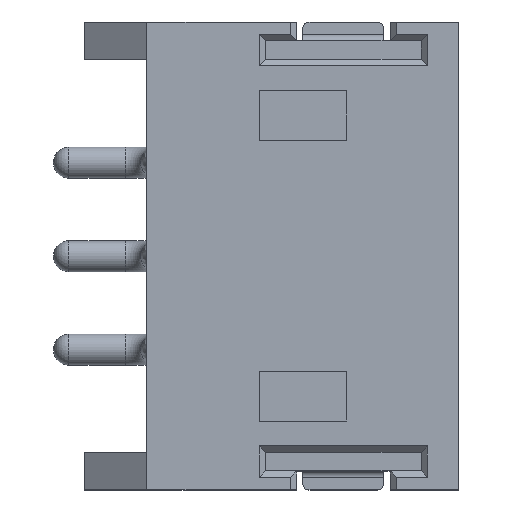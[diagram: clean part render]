
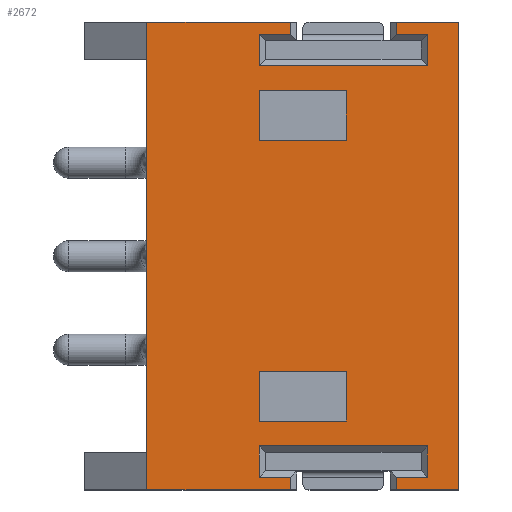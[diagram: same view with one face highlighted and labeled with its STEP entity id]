
A CAD part, top view. The second image highlights one B-rep face of the part: STEP entity #2672.
In plain terms, the highlighted planar face has unit normal (0, 0, 1).
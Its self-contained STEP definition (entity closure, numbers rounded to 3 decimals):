
#14=FACE_BOUND('',#336,.T.);
#15=FACE_BOUND('',#337,.T.);
#43=PLANE('',#2879);
#192=FACE_OUTER_BOUND('',#335,.T.);
#335=EDGE_LOOP('',(#2006,#2007,#2008,#2009,#2010,#2011,#2012,#2013,#2014,
#2015,#2016,#2017,#2018,#2019,#2020,#2021,#2022,#2023,#2024,#2025));
#336=EDGE_LOOP('',(#2026,#2027,#2028,#2029));
#337=EDGE_LOOP('',(#2030,#2031,#2032,#2033));
#494=LINE('',#4005,#820);
#496=LINE('',#4010,#822);
#502=LINE('',#4021,#828);
#503=LINE('',#4023,#829);
#505=LINE('',#4027,#831);
#508=LINE('',#4033,#834);
#513=LINE('',#4042,#839);
#518=LINE('',#4052,#844);
#520=LINE('',#4056,#846);
#521=LINE('',#4058,#847);
#522=LINE('',#4060,#848);
#523=LINE('',#4062,#849);
#524=LINE('',#4064,#850);
#525=LINE('',#4066,#851);
#526=LINE('',#4068,#852);
#527=LINE('',#4070,#853);
#528=LINE('',#4072,#854);
#529=LINE('',#4074,#855);
#530=LINE('',#4076,#856);
#531=LINE('',#4077,#857);
#532=LINE('',#4080,#858);
#533=LINE('',#4082,#859);
#534=LINE('',#4084,#860);
#535=LINE('',#4085,#861);
#536=LINE('',#4088,#862);
#537=LINE('',#4090,#863);
#538=LINE('',#4092,#864);
#539=LINE('',#4093,#865);
#820=VECTOR('',#3209,10.);
#822=VECTOR('',#3213,10.);
#828=VECTOR('',#3221,10.);
#829=VECTOR('',#3224,10.);
#831=VECTOR('',#3228,10.);
#834=VECTOR('',#3233,10.);
#839=VECTOR('',#3240,10.);
#844=VECTOR('',#3251,10.);
#846=VECTOR('',#3255,10.);
#847=VECTOR('',#3256,10.);
#848=VECTOR('',#3257,10.);
#849=VECTOR('',#3258,10.);
#850=VECTOR('',#3259,10.);
#851=VECTOR('',#3260,10.);
#852=VECTOR('',#3261,10.);
#853=VECTOR('',#3262,10.);
#854=VECTOR('',#3263,10.);
#855=VECTOR('',#3264,10.);
#856=VECTOR('',#3265,10.);
#857=VECTOR('',#3266,10.);
#858=VECTOR('',#3267,10.);
#859=VECTOR('',#3268,10.);
#860=VECTOR('',#3269,10.);
#861=VECTOR('',#3270,10.);
#862=VECTOR('',#3271,10.);
#863=VECTOR('',#3272,10.);
#864=VECTOR('',#3273,10.);
#865=VECTOR('',#3274,10.);
#1221=VERTEX_POINT('',#4002);
#1222=VERTEX_POINT('',#4004);
#1223=VERTEX_POINT('',#4008);
#1224=VERTEX_POINT('',#4009);
#1228=VERTEX_POINT('',#4019);
#1229=VERTEX_POINT('',#4026);
#1231=VERTEX_POINT('',#4032);
#1234=VERTEX_POINT('',#4040);
#1236=VERTEX_POINT('',#4051);
#1237=VERTEX_POINT('',#4055);
#1238=VERTEX_POINT('',#4057);
#1239=VERTEX_POINT('',#4059);
#1240=VERTEX_POINT('',#4061);
#1241=VERTEX_POINT('',#4063);
#1242=VERTEX_POINT('',#4065);
#1243=VERTEX_POINT('',#4067);
#1244=VERTEX_POINT('',#4069);
#1245=VERTEX_POINT('',#4071);
#1246=VERTEX_POINT('',#4073);
#1247=VERTEX_POINT('',#4075);
#1248=VERTEX_POINT('',#4078);
#1249=VERTEX_POINT('',#4079);
#1250=VERTEX_POINT('',#4081);
#1251=VERTEX_POINT('',#4083);
#1252=VERTEX_POINT('',#4086);
#1253=VERTEX_POINT('',#4087);
#1254=VERTEX_POINT('',#4089);
#1255=VERTEX_POINT('',#4091);
#1501=EDGE_CURVE('',#1221,#1222,#494,.T.);
#1503=EDGE_CURVE('',#1223,#1224,#496,.T.);
#1509=EDGE_CURVE('',#1228,#1221,#502,.T.);
#1510=EDGE_CURVE('',#1224,#1228,#503,.T.);
#1512=EDGE_CURVE('',#1229,#1223,#505,.T.);
#1515=EDGE_CURVE('',#1222,#1231,#508,.T.);
#1520=EDGE_CURVE('',#1234,#1229,#513,.T.);
#1525=EDGE_CURVE('',#1231,#1236,#518,.T.);
#1527=EDGE_CURVE('',#1237,#1234,#520,.T.);
#1528=EDGE_CURVE('',#1237,#1238,#521,.T.);
#1529=EDGE_CURVE('',#1238,#1239,#522,.T.);
#1530=EDGE_CURVE('',#1240,#1239,#523,.T.);
#1531=EDGE_CURVE('',#1241,#1240,#524,.T.);
#1532=EDGE_CURVE('',#1242,#1241,#525,.T.);
#1533=EDGE_CURVE('',#1243,#1242,#526,.T.);
#1534=EDGE_CURVE('',#1244,#1243,#527,.T.);
#1535=EDGE_CURVE('',#1245,#1244,#528,.T.);
#1536=EDGE_CURVE('',#1246,#1245,#529,.T.);
#1537=EDGE_CURVE('',#1246,#1247,#530,.T.);
#1538=EDGE_CURVE('',#1236,#1247,#531,.T.);
#1539=EDGE_CURVE('',#1248,#1249,#532,.T.);
#1540=EDGE_CURVE('',#1249,#1250,#533,.T.);
#1541=EDGE_CURVE('',#1250,#1251,#534,.T.);
#1542=EDGE_CURVE('',#1251,#1248,#535,.T.);
#1543=EDGE_CURVE('',#1252,#1253,#536,.T.);
#1544=EDGE_CURVE('',#1253,#1254,#537,.T.);
#1545=EDGE_CURVE('',#1254,#1255,#538,.T.);
#1546=EDGE_CURVE('',#1255,#1252,#539,.T.);
#2006=ORIENTED_EDGE('',*,*,#1515,.F.);
#2007=ORIENTED_EDGE('',*,*,#1501,.F.);
#2008=ORIENTED_EDGE('',*,*,#1509,.F.);
#2009=ORIENTED_EDGE('',*,*,#1510,.F.);
#2010=ORIENTED_EDGE('',*,*,#1503,.F.);
#2011=ORIENTED_EDGE('',*,*,#1512,.F.);
#2012=ORIENTED_EDGE('',*,*,#1520,.F.);
#2013=ORIENTED_EDGE('',*,*,#1527,.F.);
#2014=ORIENTED_EDGE('',*,*,#1528,.T.);
#2015=ORIENTED_EDGE('',*,*,#1529,.T.);
#2016=ORIENTED_EDGE('',*,*,#1530,.F.);
#2017=ORIENTED_EDGE('',*,*,#1531,.F.);
#2018=ORIENTED_EDGE('',*,*,#1532,.F.);
#2019=ORIENTED_EDGE('',*,*,#1533,.F.);
#2020=ORIENTED_EDGE('',*,*,#1534,.F.);
#2021=ORIENTED_EDGE('',*,*,#1535,.F.);
#2022=ORIENTED_EDGE('',*,*,#1536,.F.);
#2023=ORIENTED_EDGE('',*,*,#1537,.T.);
#2024=ORIENTED_EDGE('',*,*,#1538,.F.);
#2025=ORIENTED_EDGE('',*,*,#1525,.F.);
#2026=ORIENTED_EDGE('',*,*,#1539,.T.);
#2027=ORIENTED_EDGE('',*,*,#1540,.T.);
#2028=ORIENTED_EDGE('',*,*,#1541,.T.);
#2029=ORIENTED_EDGE('',*,*,#1542,.T.);
#2030=ORIENTED_EDGE('',*,*,#1543,.T.);
#2031=ORIENTED_EDGE('',*,*,#1544,.T.);
#2032=ORIENTED_EDGE('',*,*,#1545,.T.);
#2033=ORIENTED_EDGE('',*,*,#1546,.T.);
#2672=ADVANCED_FACE('',(#192,#14,#15),#43,.T.);
#2879=AXIS2_PLACEMENT_3D('',#4054,#3253,#3254);
#3209=DIRECTION('',(-1.,0.,0.));
#3213=DIRECTION('',(0.,-1.,0.));
#3221=DIRECTION('',(0.,1.,0.));
#3224=DIRECTION('',(1.,0.,0.));
#3228=DIRECTION('',(-1.,0.,0.));
#3233=DIRECTION('',(0.,1.,0.));
#3240=DIRECTION('',(0.,-1.,0.));
#3251=DIRECTION('',(1.,0.,0.));
#3253=DIRECTION('center_axis',(0.,0.,
1.));
#3254=DIRECTION('ref_axis',(0.,-1.,0.));
#3255=DIRECTION('',(1.,0.,0.));
#3256=DIRECTION('',(0.,-1.,0.));
#3257=DIRECTION('',(1.,0.,0.));
#3258=DIRECTION('',(0.,-1.,0.));
#3259=DIRECTION('',(1.,0.,0.));
#3260=DIRECTION('',(0.,-1.,0.));
#3261=DIRECTION('',(-1.,0.,0.));
#3262=DIRECTION('',(0.,1.,0.));
#3263=DIRECTION('',(1.,0.,0.));
#3264=DIRECTION('',(0.,1.,0.));
#3265=DIRECTION('',(1.,0.,0.));
#3266=DIRECTION('',(0.,-1.,0.));
#3267=DIRECTION('',(1.,0.,0.));
#3268=DIRECTION('',(0.,-1.,0.));
#3269=DIRECTION('',(-1.,0.,0.));
#3270=DIRECTION('',(0.,1.,0.));
#3271=DIRECTION('',(-1.,0.,0.));
#3272=DIRECTION('',(0.,1.,0.));
#3273=DIRECTION('',(1.,0.,0.));
#3274=DIRECTION('',(0.,-1.,0.));
#4002=CARTESIAN_POINT('',(5.25,5.05,3.7));
#4004=CARTESIAN_POINT('',(4.75,5.05,3.7));
#4005=CARTESIAN_POINT('',(2.95,5.05,3.7));
#4008=CARTESIAN_POINT('',(2.55,5.05,3.7));
#4009=CARTESIAN_POINT('',(2.55,4.55,3.7));
#4010=CARTESIAN_POINT('',(2.55,5.1,3.7));
#4019=CARTESIAN_POINT('',(5.25,4.55,3.7));
#4021=CARTESIAN_POINT('',(5.25,4.95,3.7));
#4023=CARTESIAN_POINT('',(1.7,4.55,3.7));
#4026=CARTESIAN_POINT('',(3.05,5.05,3.7));
#4027=CARTESIAN_POINT('',(2.95,5.05,3.7));
#4032=CARTESIAN_POINT('',(4.75,5.25,3.7));
#4033=CARTESIAN_POINT('',(4.75,5.25,3.7));
#4040=CARTESIAN_POINT('',(3.05,5.25,3.7));
#4042=CARTESIAN_POINT('',(3.05,5.25,3.7));
#4051=CARTESIAN_POINT('',(5.75,5.25,3.7));
#4052=CARTESIAN_POINT('',(0.75,5.25,3.7));
#4054=CARTESIAN_POINT('Origin',(0.75,5.25,3.7));
#4055=CARTESIAN_POINT('',(0.75,5.25,3.7));
#4056=CARTESIAN_POINT('',(0.75,5.25,3.7));
#4057=CARTESIAN_POINT('',(0.75,-2.25,3.7));
#4058=CARTESIAN_POINT('',(0.75,5.25,3.7));
#4059=CARTESIAN_POINT('',(3.05,-2.25,3.7));
#4060=CARTESIAN_POINT('',(0.75,-2.25,3.7));
#4061=CARTESIAN_POINT('',(3.05,-2.05,3.7));
#4062=CARTESIAN_POINT('',(3.05,1.5,3.7));
#4063=CARTESIAN_POINT('',(2.55,-2.05,3.7));
#4064=CARTESIAN_POINT('',(2.95,-2.05,3.7));
#4065=CARTESIAN_POINT('',(2.55,-1.55,3.7));
#4066=CARTESIAN_POINT('',(2.55,1.65,3.7));
#4067=CARTESIAN_POINT('',(5.25,-1.55,3.7));
#4068=CARTESIAN_POINT('',(1.7,-1.55,3.7));
#4069=CARTESIAN_POINT('',(5.25,-2.05,3.7));
#4070=CARTESIAN_POINT('',(5.25,1.8,3.7));
#4071=CARTESIAN_POINT('',(4.75,-2.05,3.7));
#4072=CARTESIAN_POINT('',(2.95,-2.05,3.7));
#4073=CARTESIAN_POINT('',(4.75,-2.25,3.7));
#4074=CARTESIAN_POINT('',(4.75,1.5,3.7));
#4075=CARTESIAN_POINT('',(5.75,-2.25,3.7));
#4076=CARTESIAN_POINT('',(0.75,-2.25,3.7));
#4077=CARTESIAN_POINT('',(5.75,5.25,3.7));
#4078=CARTESIAN_POINT('',(2.55,4.15,3.7));
#4079=CARTESIAN_POINT('',(3.95,4.15,3.7));
#4080=CARTESIAN_POINT('',(2.35,4.15,3.7));
#4081=CARTESIAN_POINT('',(3.95,3.35,3.7));
#4082=CARTESIAN_POINT('',(3.95,4.3,3.7));
#4083=CARTESIAN_POINT('',(2.55,3.35,3.7));
#4084=CARTESIAN_POINT('',(1.65,3.35,3.7));
#4085=CARTESIAN_POINT('',(2.55,4.7,3.7));
#4086=CARTESIAN_POINT('',(3.95,-1.15,3.7));
#4087=CARTESIAN_POINT('',(2.55,-1.15,3.7));
#4088=CARTESIAN_POINT('',(2.35,-1.15,3.7));
#4089=CARTESIAN_POINT('',(2.55,-0.35,3.7));
#4090=CARTESIAN_POINT('',(2.55,2.05,3.7));
#4091=CARTESIAN_POINT('',(3.95,-0.35,3.7));
#4092=CARTESIAN_POINT('',(1.65,-0.35,3.7));
#4093=CARTESIAN_POINT('',(3.95,2.45,3.7));
